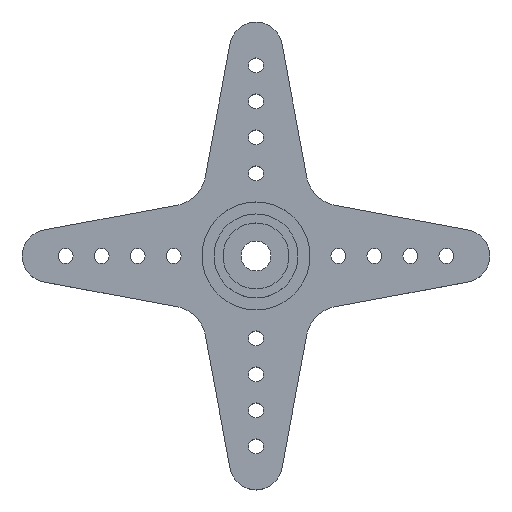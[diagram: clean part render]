
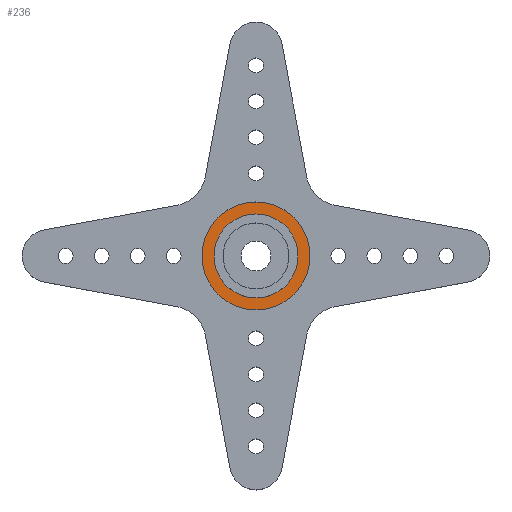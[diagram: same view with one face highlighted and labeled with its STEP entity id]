
A CAD part, top view. The second image highlights one B-rep face of the part: STEP entity #236.
In plain terms, the highlighted planar face has unit normal (0, 0, 1).
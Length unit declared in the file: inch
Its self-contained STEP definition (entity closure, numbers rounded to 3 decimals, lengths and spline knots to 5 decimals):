
#68 = DIRECTION ( 'NONE',  ( 0., 0., 1. ) ) ;
#230 = ORIENTED_EDGE ( 'NONE', *, *, #1539, .T. ) ;
#236 = ADVANCED_FACE ( 'NONE', ( #3556, #3462 ), #3551, .T. ) ;
#256 = EDGE_LOOP ( 'NONE', ( #1350, #2002 ) ) ;
#759 = VERTEX_POINT ( 'NONE', #3421 ) ;
#810 = DIRECTION ( 'NONE',  ( 0., 0., 1. ) ) ;
#822 = DIRECTION ( 'NONE',  ( 0., 0., 1. ) ) ;
#921 = DIRECTION ( 'NONE',  ( 0., 0., 1. ) ) ;
#1107 = CARTESIAN_POINT ( 'NONE',  ( -0.58071, 0., 0.03445 ) ) ;
#1219 = CIRCLE ( 'NONE', #2756, 0.17717 ) ;
#1286 = VERTEX_POINT ( 'NONE', #1107 ) ;
#1350 = ORIENTED_EDGE ( 'NONE', *, *, #3664, .F. ) ;
#1361 = AXIS2_PLACEMENT_3D ( 'NONE', #2750, #921, #3053 ) ;
#1369 = CARTESIAN_POINT ( 'NONE',  ( -0.26575, 0., 0.03445 ) ) ;
#1422 = CARTESIAN_POINT ( 'NONE',  ( -0.40354, 0., 0.03445 ) ) ;
#1444 = CARTESIAN_POINT ( 'NONE',  ( 0., 0., 0.03445 ) ) ;
#1450 = CARTESIAN_POINT ( 'NONE',  ( -0.54134, 0., 0.03445 ) ) ;
#1539 = EDGE_CURVE ( 'NONE', #1286, #759, #3904, .T. ) ;
#1709 = VERTEX_POINT ( 'NONE', #1450 ) ;
#1722 = DIRECTION ( 'NONE',  ( 1., 0., 0. ) ) ;
#1903 = CARTESIAN_POINT ( 'NONE',  ( -0.40354, 0., 0.03445 ) ) ;
#2002 = ORIENTED_EDGE ( 'NONE', *, *, #3290, .F. ) ;
#2105 = EDGE_LOOP ( 'NONE', ( #2821, #230 ) ) ;
#2214 = DIRECTION ( 'NONE',  ( 1., 0., 0. ) ) ;
#2546 = CIRCLE ( 'NONE', #1361, 0.1378 ) ;
#2641 = CARTESIAN_POINT ( 'NONE',  ( -0.40354, 0., 0.03445 ) ) ;
#2651 = DIRECTION ( 'NONE',  ( 1., 0., 0. ) ) ;
#2696 = AXIS2_PLACEMENT_3D ( 'NONE', #1444, #822, #2651 ) ;
#2697 = CIRCLE ( 'NONE', #3110, 0.1378 ) ;
#2750 = CARTESIAN_POINT ( 'NONE',  ( -0.40354, 0., 0.03445 ) ) ;
#2756 = AXIS2_PLACEMENT_3D ( 'NONE', #1422, #3524, #1722 ) ;
#2812 = EDGE_CURVE ( 'NONE', #759, #1286, #1219, .T. ) ;
#2821 = ORIENTED_EDGE ( 'NONE', *, *, #2812, .T. ) ;
#2951 = DIRECTION ( 'NONE',  ( 1., 0., 0. ) ) ;
#3053 = DIRECTION ( 'NONE',  ( 1., 0., 0. ) ) ;
#3110 = AXIS2_PLACEMENT_3D ( 'NONE', #2641, #810, #2951 ) ;
#3290 = EDGE_CURVE ( 'NONE', #1709, #3570, #2546, .T. ) ;
#3421 = CARTESIAN_POINT ( 'NONE',  ( -0.22638, 0., 0.03445 ) ) ;
#3462 = FACE_OUTER_BOUND ( 'NONE', #2105, .T. ) ;
#3524 = DIRECTION ( 'NONE',  ( 0., 0., 1. ) ) ;
#3526 = AXIS2_PLACEMENT_3D ( 'NONE', #1903, #68, #2214 ) ;
#3551 = PLANE ( 'NONE',  #2696 ) ;
#3556 = FACE_BOUND ( 'NONE', #256, .T. ) ;
#3570 = VERTEX_POINT ( 'NONE', #1369 ) ;
#3664 = EDGE_CURVE ( 'NONE', #3570, #1709, #2697, .T. ) ;
#3904 = CIRCLE ( 'NONE', #3526, 0.17717 ) ;
